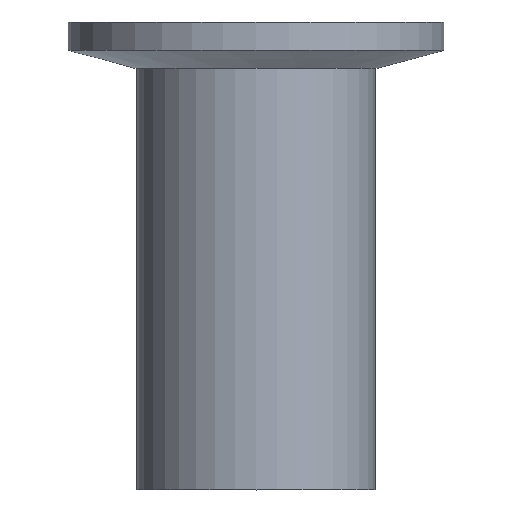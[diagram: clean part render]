
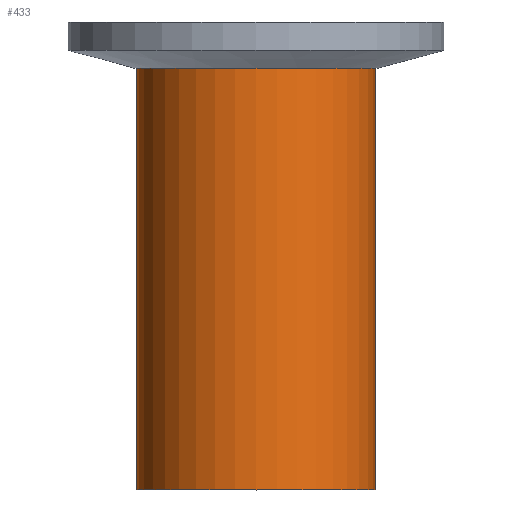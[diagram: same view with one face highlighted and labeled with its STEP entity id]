
A CAD part, top view. The second image highlights one B-rep face of the part: STEP entity #433.
In plain terms, the highlighted cylindrical face has radius 12.7 mm (diameter 25.4 mm), a full revolution.
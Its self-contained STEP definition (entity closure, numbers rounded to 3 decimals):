
#4 = EDGE_CURVE ( 'NONE', #82, #82, #220, .T. ) ;
#16 = AXIS2_PLACEMENT_3D ( 'NONE', #566, #370, #63 ) ;
#48 = DIRECTION ( 'NONE',  ( 0., 0., -1. ) ) ;
#55 = CIRCLE ( 'NONE', #242, 12.7 ) ;
#57 = DIRECTION ( 'NONE',  ( 1., 0., 0. ) ) ;
#63 = DIRECTION ( 'NONE',  ( 1., 0., 0. ) ) ;
#82 = VERTEX_POINT ( 'NONE', #100 ) ;
#99 = CARTESIAN_POINT ( 'NONE',  ( 0., 0., 46.02 ) ) ;
#100 = CARTESIAN_POINT ( 'NONE',  ( 12.7, 0., 0. ) ) ;
#107 = EDGE_LOOP ( 'NONE', ( #476 ) ) ;
#144 = CARTESIAN_POINT ( 'NONE',  ( 0., 0., 0. ) ) ;
#145 = DIRECTION ( 'NONE',  ( 0., 0., 1. ) ) ;
#149 = CYLINDRICAL_SURFACE ( 'NONE', #455, 12.7 ) ;
#192 = ORIENTED_EDGE ( 'NONE', *, *, #323, .T. ) ;
#220 = CIRCLE ( 'NONE', #16, 12.7 ) ;
#242 = AXIS2_PLACEMENT_3D ( 'NONE', #99, #48, #408 ) ;
#303 = EDGE_LOOP ( 'NONE', ( #192 ) ) ;
#323 = EDGE_CURVE ( 'NONE', #369, #369, #55, .T. ) ;
#369 = VERTEX_POINT ( 'NONE', #423 ) ;
#370 = DIRECTION ( 'NONE',  ( 0., 0., 1. ) ) ;
#408 = DIRECTION ( 'NONE',  ( 1., 0., 0. ) ) ;
#423 = CARTESIAN_POINT ( 'NONE',  ( 12.7, 0., 46.02 ) ) ;
#433 = ADVANCED_FACE ( 'NONE', ( #500, #546 ), #149, .T. ) ;
#455 = AXIS2_PLACEMENT_3D ( 'NONE', #144, #145, #57 ) ;
#476 = ORIENTED_EDGE ( 'NONE', *, *, #4, .T. ) ;
#500 = FACE_OUTER_BOUND ( 'NONE', #107, .T. ) ;
#546 = FACE_OUTER_BOUND ( 'NONE', #303, .T. ) ;
#566 = CARTESIAN_POINT ( 'NONE',  ( 0., 0., 0. ) ) ;
